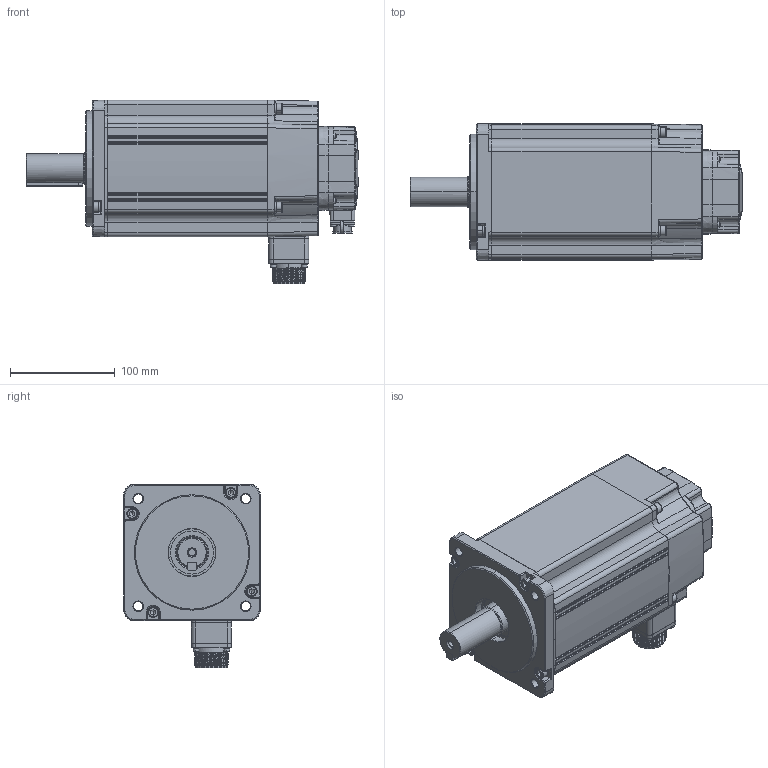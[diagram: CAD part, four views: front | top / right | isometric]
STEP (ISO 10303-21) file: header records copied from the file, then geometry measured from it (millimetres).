
FILE_DESCRIPTION (( 'STEP AP214' ), '1' );
FILE_NAME ('EM3A-40(±§Õ¢).STEP', '2021-04-29T03:23:50', ( '' ), ( '' ), 'SwSTEP 2.0', 'SolidWorks 2018', '' );
FILE_SCHEMA (( 'AUTOMOTIVE_DESIGN' ));
Length unit declared in the file: millimetre
Products named in the file (2): EM3A-40(惕掅)
Bounding box: 316.5 x 130 x 174.95 mm (x, y, z)
Surface area: 190817.4 mm2 (no closed solid volume)
Topology: 0 solids, 62 shells, 1027 faces, 3462 edges, 2405 vertices
Faces by surface type: plane 309, cylinder 291, bspline 181, cone 151, torus 60, sphere 35
Entity records: 56483 total; most frequent: CARTESIAN_POINT 17058, DIRECTION 5657, ORIENTED_EDGE 5581, EDGE_CURVE 3416, VERTEX_POINT 2402, AXIS2_PLACEMENT_3D 2138, VECTOR 1381, LINE 1381
